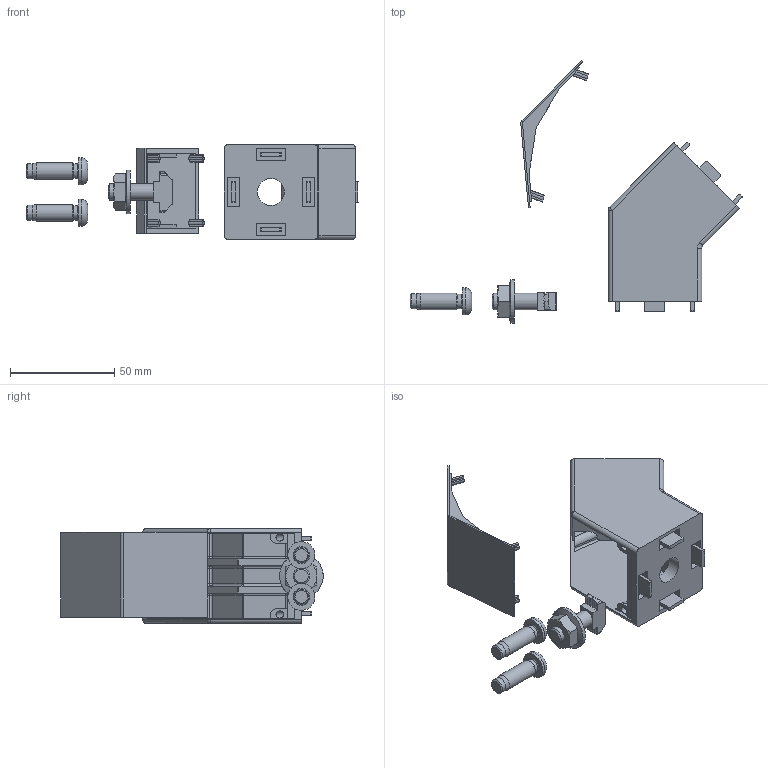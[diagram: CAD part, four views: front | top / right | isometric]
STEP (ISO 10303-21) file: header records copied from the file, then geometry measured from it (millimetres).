
FILE_DESCRIPTION(/* description */ ('STEP AP214'),/* implementation_level */ '2;1');
FILE_NAME(/* name */ '093WS45145N10RS01',/* time_stamp */ '2022-09-29T15:00:53+02:00',/* author */ ('License CC BY-ND 4.0'),/* organization */ ('CADENAS'),/* preprocessor_version */ 'ST-DEVELOPER v18.102',/* originating_system */ 'PARTsolutions',/* authorisation */ ' ');
FILE_SCHEMA (('AUTOMOTIVE_DESIGN {1 0 10303 214 3 1 1}'));
Length unit declared in the file: millimetre
Products named in the file (7): 093WS45145N10RS01; 093WS45145N10RS01cc; 093WS45145N10RS01sc; 093WS45145N10RS01n; 093WS45145N10RS01t; 093WS45145N10RS01b; 093WS45145N10RS01d
Assembly tree (7 placements, depth 2):
  093WS45145N10RS01
    093WS45145N10RS01cc
    093WS45145N10RS01sc  x2
    093WS45145N10RS01n
    093WS45145N10RS01t
    093WS45145N10RS01b
    093WS45145N10RS01d
Bounding box: 159.54 x 126.11 x 45.65 mm (x, y, z)
Volume: 59637.1 mm3; surface area: 39581.1 mm2
Topology: 6 solids, 6 shells, 430 faces, 1107 edges, 711 vertices
Faces by surface type: plane 245, cylinder 143, cone 21, sphere 11, torus 10
Full cylindrical faces by diameter (mm): 3.4 x4, 6.647 x1, 7 x2, 7.259 x2, 8 x3, 13 x4, 21 x1
Entity records: 12531 total; most frequent: CARTESIAN_POINT 2205, DIRECTION 2161, ORIENTED_EDGE 2064, EDGE_CURVE 1032, AXIS2_PLACEMENT_3D 735, LINE 691, VECTOR 691, VERTEX_POINT 682
